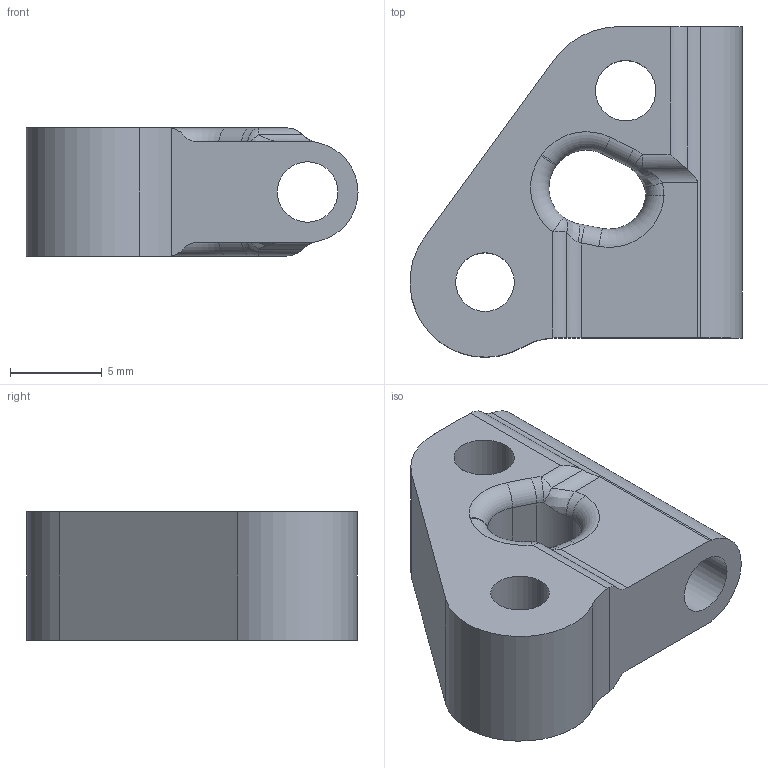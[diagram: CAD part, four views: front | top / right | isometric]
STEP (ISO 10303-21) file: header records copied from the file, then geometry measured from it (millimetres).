
FILE_DESCRIPTION((''),'2;1');
FILE_NAME('_0001','2023-03-30T19:56:52',('solution.li'),(''),'CREO PARAMETRIC BY PTC INC, 2019164','CREO PARAMETRIC BY PTC INC, 2019164','');
FILE_SCHEMA(('CONFIG_CONTROL_DESIGN','SHAPE_APPEARANCE_LAYERS_GROUPS'));
Length unit declared in the file: millimetre
Products named in the file (1): _0001
Bounding box: 18.13 x 18.05 x 7 mm (x, y, z)
Volume: 1116 mm3; surface area: 1207.8 mm2
Topology: 1 solids, 1 shells, 69 faces, 174 edges, 106 vertices
Faces by surface type: cylinder 32, plane 17, torus 10, bspline 6, sphere 4
Entity records: 3279 total; most frequent: CARTESIAN_POINT 772, DIRECTION 356, ORIENTED_EDGE 348, COLOUR_RGB 312, EDGE_CURVE 174, AXIS2_PLACEMENT_3D 141, VERTEX_POINT 106, CIRCLE 78
